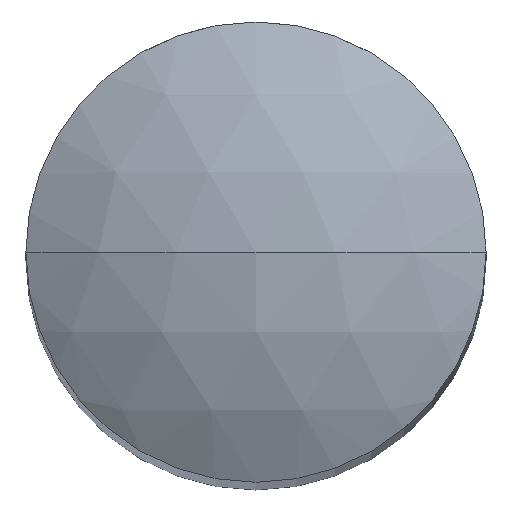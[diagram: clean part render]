
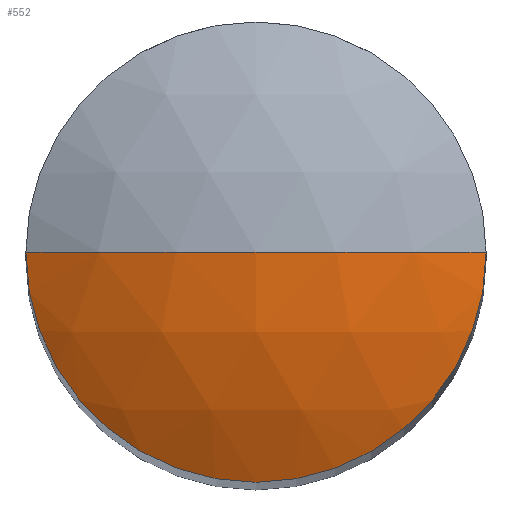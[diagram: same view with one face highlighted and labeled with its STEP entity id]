
A CAD part, top view. The second image highlights one B-rep face of the part: STEP entity #552.
In plain terms, the highlighted spherical face has radius 5 mm.
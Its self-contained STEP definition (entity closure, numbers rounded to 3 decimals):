
#13 = CARTESIAN_POINT ( 'NONE',  ( -2.5, 0., 24.33 ) ) ;
#43 = ORIENTED_EDGE ( 'NONE', *, *, #102, .F. ) ;
#47 = AXIS2_PLACEMENT_3D ( 'NONE', #359, #586, #698 ) ;
#53 = ORIENTED_EDGE ( 'NONE', *, *, #361, .T. ) ;
#61 = AXIS2_PLACEMENT_3D ( 'NONE', #152, #648, #217 ) ;
#101 = DIRECTION ( 'NONE',  ( -1., 0., 0. ) ) ;
#102 = EDGE_CURVE ( 'NONE', #802, #370, #159, .T. ) ;
#105 = CARTESIAN_POINT ( 'NONE',  ( 2.5, 0., 24.33 ) ) ;
#129 = CARTESIAN_POINT ( 'NONE',  ( 0., 0., 24.33 ) ) ;
#152 = CARTESIAN_POINT ( 'NONE',  ( 0., 0., 20. ) ) ;
#159 = CIRCLE ( 'NONE', #300, 2.5 ) ;
#203 = AXIS2_PLACEMENT_3D ( 'NONE', #409, #349, #204 ) ;
#204 = DIRECTION ( 'NONE',  ( 1., 0., 0. ) ) ;
#205 = DIRECTION ( 'NONE',  ( 0., 0., -1. ) ) ;
#217 = DIRECTION ( 'NONE',  ( 0., 0., 1. ) ) ;
#258 = CIRCLE ( 'NONE', #203, 5. ) ;
#300 = AXIS2_PLACEMENT_3D ( 'NONE', #129, #205, #101 ) ;
#349 = DIRECTION ( 'NONE',  ( 0., -1., 0. ) ) ;
#359 = CARTESIAN_POINT ( 'NONE',  ( 0., 0., 20. ) ) ;
#361 = EDGE_CURVE ( 'NONE', #718, #370, #258, .T. ) ;
#370 = VERTEX_POINT ( 'NONE', #13 ) ;
#388 = CIRCLE ( 'NONE', #61, 5. ) ;
#409 = CARTESIAN_POINT ( 'NONE',  ( 0., 0., 20. ) ) ;
#551 = EDGE_CURVE ( 'NONE', #718, #802, #388, .T. ) ;
#552 = ADVANCED_FACE ( 'NONE', ( #561 ), #846, .T. ) ;
#561 = FACE_OUTER_BOUND ( 'NONE', #682, .T. ) ;
#586 = DIRECTION ( 'NONE',  ( 0., -1., 0. ) ) ;
#595 = CARTESIAN_POINT ( 'NONE',  ( 0., 0., 25. ) ) ;
#648 = DIRECTION ( 'NONE',  ( 0., 1., 0. ) ) ;
#682 = EDGE_LOOP ( 'NONE', ( #828, #53, #43 ) ) ;
#698 = DIRECTION ( 'NONE',  ( 1., 0., 0. ) ) ;
#718 = VERTEX_POINT ( 'NONE', #595 ) ;
#802 = VERTEX_POINT ( 'NONE', #105 ) ;
#828 = ORIENTED_EDGE ( 'NONE', *, *, #551, .F. ) ;
#846 = SPHERICAL_SURFACE ( 'NONE', #47, 5. ) ;
